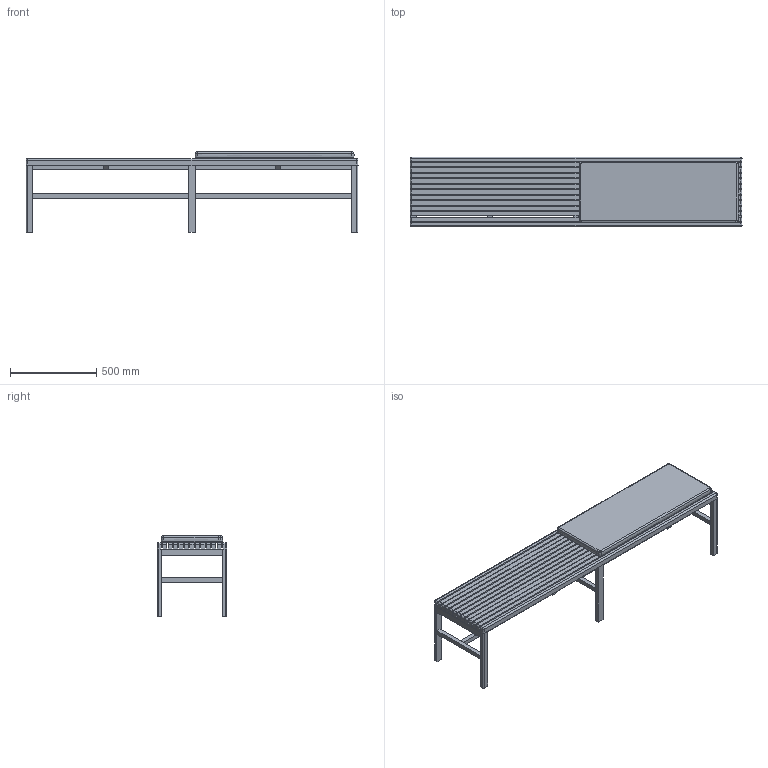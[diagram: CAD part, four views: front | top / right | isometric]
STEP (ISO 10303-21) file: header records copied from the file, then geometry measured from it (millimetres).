
FILE_DESCRIPTION(/* description */ (''),/* implementation_level */ '2;1');
FILE_NAME(/* name */ 'Slat_Bench_CB-39L_3D',/* time_stamp */ '2023-10-06T12:49:05+02:00',/* author */ (''),/* organization */ (''),/* preprocessor_version */ 'ST-DEVELOPER v16.5',/* originating_system */ 'Rhino 7.31',/* authorisation */ '');
FILE_SCHEMA (('AUTOMOTIVE_DESIGN'));
Length unit declared in the file: centimetre
Products named in the file (2): Document; Slat_Bench_CB-39L
Assembly tree (1 placements, depth 2):
  Document
    Slat_Bench_CB-39L
Bounding box: 1930 x 406 x 466.9 mm (x, y, z)
Volume: 41208089.7 mm3; surface area: 4913588.6 mm2
Topology: 32 solids, 36 shells, 275 faces, 587 edges, 382 vertices
Faces by surface type: plane 206, cylinder 48, bspline 21
Full cylindrical faces by diameter (mm): 12 x2
Entity records: 7127 total; most frequent: CARTESIAN_POINT 2500, ORIENTED_EDGE 1170, EDGE_CURVE 587, B_SPLINE_CURVE_WITH_KNOTS 449, VERTEX_POINT 382, EDGE_LOOP 277, ADVANCED_FACE 275, FACE_OUTER_BOUND 275
